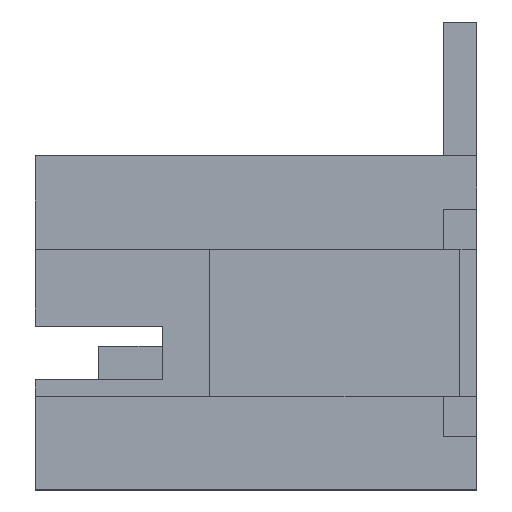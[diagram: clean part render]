
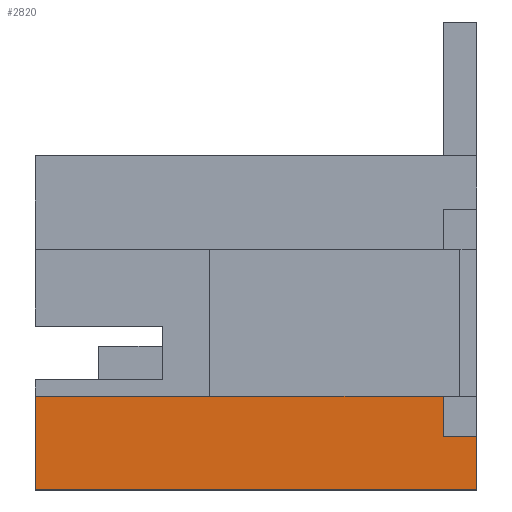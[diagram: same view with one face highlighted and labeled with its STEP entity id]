
A CAD part, left-side view. The second image highlights one B-rep face of the part: STEP entity #2820.
In plain terms, the highlighted planar face has unit normal (-1, 0, 0).
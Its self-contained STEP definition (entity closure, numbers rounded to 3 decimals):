
#90=FACE_OUTER_BOUND('',#238,.T.);
#238=EDGE_LOOP('',(#2027,#2028,#2029,#2030,#2031,#2032));
#426=LINE('',#3917,#828);
#502=LINE('',#4060,#904);
#503=LINE('',#4062,#905);
#504=LINE('',#4064,#906);
#505=LINE('',#4066,#907);
#506=LINE('',#4067,#908);
#828=VECTOR('',#3172,1000.);
#904=VECTOR('',#3286,1000.);
#905=VECTOR('',#3287,1000.);
#906=VECTOR('',#3288,1000.);
#907=VECTOR('',#3289,1000.);
#908=VECTOR('',#3290,1000.);
#1226=VERTEX_POINT('',#3914);
#1227=VERTEX_POINT('',#3916);
#1275=VERTEX_POINT('',#4059);
#1276=VERTEX_POINT('',#4061);
#1277=VERTEX_POINT('',#4063);
#1278=VERTEX_POINT('',#4065);
#1496=EDGE_CURVE('',#1227,#1226,#426,.T.);
#1572=EDGE_CURVE('',#1275,#1226,#502,.T.);
#1573=EDGE_CURVE('',#1276,#1275,#503,.T.);
#1574=EDGE_CURVE('',#1276,#1277,#504,.T.);
#1575=EDGE_CURVE('',#1277,#1278,#505,.T.);
#1576=EDGE_CURVE('',#1278,#1227,#506,.T.);
#2027=ORIENTED_EDGE('',*,*,#1572,.F.);
#2028=ORIENTED_EDGE('',*,*,#1573,.F.);
#2029=ORIENTED_EDGE('',*,*,#1574,.T.);
#2030=ORIENTED_EDGE('',*,*,#1575,.T.);
#2031=ORIENTED_EDGE('',*,*,#1576,.T.);
#2032=ORIENTED_EDGE('',*,*,#1496,.T.);
#2672=PLANE('',#2982);
#2820=ADVANCED_FACE('',(#90),#2672,.T.);
#2982=AXIS2_PLACEMENT_3D('',#4058,#3284,#3285);
#3172=DIRECTION('',(0.,0.,1.));
#3284=DIRECTION('center_axis',(-1.,0.,0.));
#3285=DIRECTION('ref_axis',(0.,0.,1.));
#3286=DIRECTION('',(0.,-1.,0.));
#3287=DIRECTION('',(0.,0.,-1.));
#3288=DIRECTION('',(0.,1.,0.));
#3289=DIRECTION('',(0.,0.,-1.));
#3290=DIRECTION('',(0.,-1.,0.));
#3914=CARTESIAN_POINT('',(0.,0.,7.775));
#3916=CARTESIAN_POINT('',(0.,0.,6.975));
#3917=CARTESIAN_POINT('',(0.,0.,11.975));
#4058=CARTESIAN_POINT('Origin',(0.,6.6,
6.975));
#4059=CARTESIAN_POINT('',(0.,0.5,7.775));
#4060=CARTESIAN_POINT('',(0.,0.5,7.775));
#4061=CARTESIAN_POINT('',(0.,0.5,8.375));
#4062=CARTESIAN_POINT('',(0.,0.5,7.775));
#4063=CARTESIAN_POINT('',(0.,6.6,8.375));
#4064=CARTESIAN_POINT('',(0.,0.,8.375));
#4065=CARTESIAN_POINT('',(0.,6.6,6.975));
#4066=CARTESIAN_POINT('',(0.,6.6,6.975));
#4067=CARTESIAN_POINT('',(0.,6.6,6.975));
